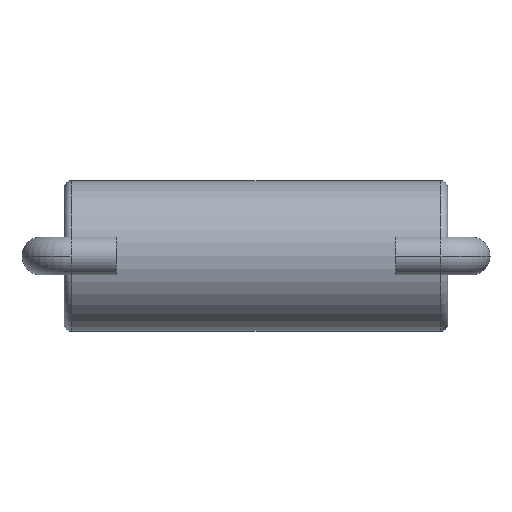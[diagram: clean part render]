
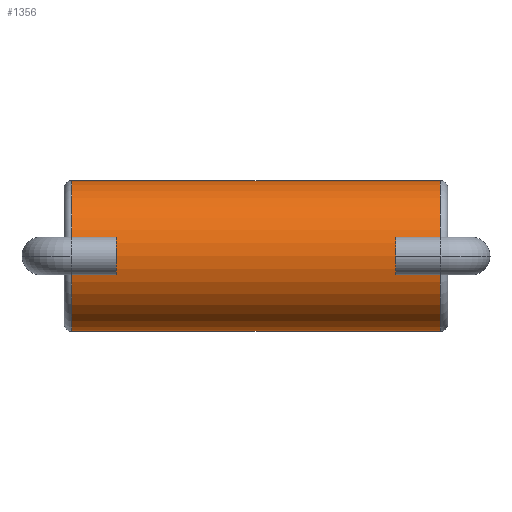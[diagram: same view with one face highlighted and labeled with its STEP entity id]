
A CAD part, front view. The second image highlights one B-rep face of the part: STEP entity #1356.
In plain terms, the highlighted cylindrical face has radius 2.5 mm (diameter 5 mm), a partial arc.
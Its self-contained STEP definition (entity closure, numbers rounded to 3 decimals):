
#21 = DIRECTION ( 'NONE',  ( -1., 0., 0. ) ) ;
#28 = CARTESIAN_POINT ( 'NONE',  ( 6.35, 7.5, -2.5 ) ) ;
#47 = CARTESIAN_POINT ( 'NONE',  ( 6.35, 7.5, 2.5 ) ) ;
#49 = AXIS2_PLACEMENT_3D ( 'NONE', #1093, #861, #1007 ) ;
#52 = EDGE_CURVE ( 'NONE', #895, #443, #78, .T. ) ;
#78 = CIRCLE ( 'NONE', #208, 2.5 ) ;
#81 = AXIS2_PLACEMENT_3D ( 'NONE', #1232, #995, #1464 ) ;
#98 = VECTOR ( 'NONE', #21, 1000. ) ;
#137 = ORIENTED_EDGE ( 'NONE', *, *, #52, .T. ) ;
#147 = VECTOR ( 'NONE', #511, 1000. ) ;
#205 = CARTESIAN_POINT ( 'NONE',  ( -6.1, 7.5, -2.5 ) ) ;
#208 = AXIS2_PLACEMENT_3D ( 'NONE', #1274, #1044, #363 ) ;
#363 = DIRECTION ( 'NONE',  ( 0., 0., -1. ) ) ;
#443 = VERTEX_POINT ( 'NONE', #1083 ) ;
#453 = EDGE_CURVE ( 'NONE', #895, #958, #1445, .T. ) ;
#511 = DIRECTION ( 'NONE',  ( -1., 0., 0. ) ) ;
#524 = EDGE_CURVE ( 'NONE', #1432, #958, #735, .T. ) ;
#735 = CIRCLE ( 'NONE', #81, 2.5 ) ;
#861 = DIRECTION ( 'NONE',  ( -1., 0., 0. ) ) ;
#895 = VERTEX_POINT ( 'NONE', #1448 ) ;
#921 = ORIENTED_EDGE ( 'NONE', *, *, #453, .F. ) ;
#958 = VERTEX_POINT ( 'NONE', #205 ) ;
#995 = DIRECTION ( 'NONE',  ( 1., 0., 0. ) ) ;
#1007 = DIRECTION ( 'NONE',  ( 0., 0., 1. ) ) ;
#1020 = ORIENTED_EDGE ( 'NONE', *, *, #1263, .T. ) ;
#1044 = DIRECTION ( 'NONE',  ( -1., 0., 0. ) ) ;
#1047 = EDGE_LOOP ( 'NONE', ( #921, #137, #1020, #1188 ) ) ;
#1083 = CARTESIAN_POINT ( 'NONE',  ( 6.1, 7.5, 2.5 ) ) ;
#1093 = CARTESIAN_POINT ( 'NONE',  ( 6.35, 7.5, 0. ) ) ;
#1103 = CYLINDRICAL_SURFACE ( 'NONE', #49, 2.5 ) ;
#1188 = ORIENTED_EDGE ( 'NONE', *, *, #524, .T. ) ;
#1232 = CARTESIAN_POINT ( 'NONE',  ( -6.1, 7.5, 0. ) ) ;
#1263 = EDGE_CURVE ( 'NONE', #443, #1432, #1295, .T. ) ;
#1274 = CARTESIAN_POINT ( 'NONE',  ( 6.1, 7.5, 0. ) ) ;
#1295 = LINE ( 'NONE', #47, #147 ) ;
#1356 = ADVANCED_FACE ( 'NONE', ( #1413 ), #1103, .T. ) ;
#1413 = FACE_OUTER_BOUND ( 'NONE', #1047, .T. ) ;
#1432 = VERTEX_POINT ( 'NONE', #1492 ) ;
#1445 = LINE ( 'NONE', #28, #98 ) ;
#1448 = CARTESIAN_POINT ( 'NONE',  ( 6.1, 7.5, -2.5 ) ) ;
#1464 = DIRECTION ( 'NONE',  ( 0., 0., -1. ) ) ;
#1492 = CARTESIAN_POINT ( 'NONE',  ( -6.1, 7.5, 2.5 ) ) ;
